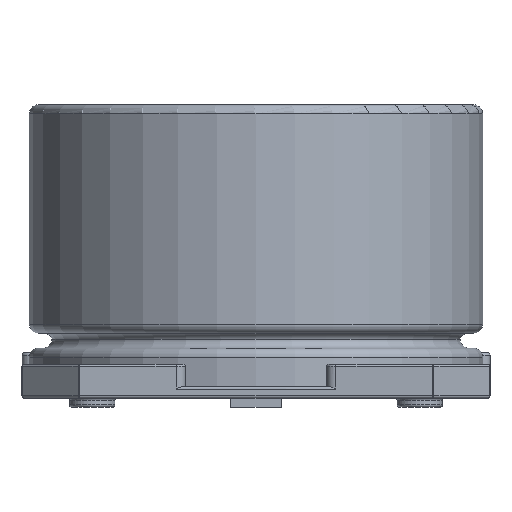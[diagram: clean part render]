
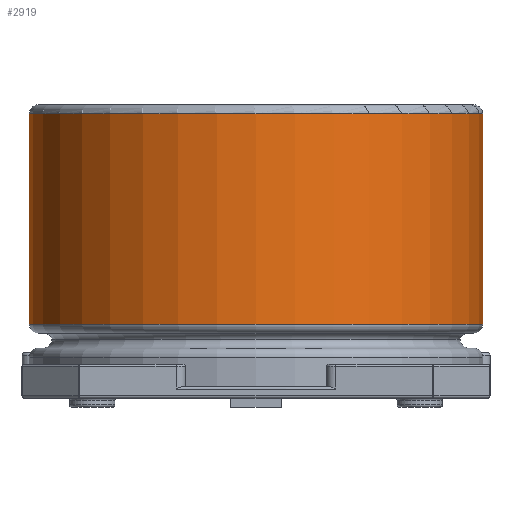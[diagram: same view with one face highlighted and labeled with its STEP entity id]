
A CAD part, left-side view. The second image highlights one B-rep face of the part: STEP entity #2919.
In plain terms, the highlighted cylindrical face has radius 3.15 mm (diameter 6.3 mm), a full revolution.
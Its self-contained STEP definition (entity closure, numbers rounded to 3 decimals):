
#297=CYLINDRICAL_SURFACE('',#3182,3.15);
#412=FACE_OUTER_BOUND('',#548,.T.);
#548=EDGE_LOOP('',(#2673,#2674,#2675,#2676,#2677,#2678));
#694=LINE('',#5558,#830);
#830=VECTOR('',#3810,3.15);
#962=CIRCLE('',#3180,3.15);
#963=CIRCLE('',#3181,3.15);
#964=CIRCLE('',#3183,3.15);
#965=CIRCLE('',#3184,3.15);
#1329=VERTEX_POINT('',#5551);
#1330=VERTEX_POINT('',#5553);
#1331=VERTEX_POINT('',#5557);
#1332=VERTEX_POINT('',#5559);
#1785=EDGE_CURVE('',#1329,#1330,#962,.T.);
#1786=EDGE_CURVE('',#1330,#1329,#963,.T.);
#1787=EDGE_CURVE('',#1330,#1331,#694,.T.);
#1788=EDGE_CURVE('',#1332,#1331,#964,.T.);
#1789=EDGE_CURVE('',#1331,#1332,#965,.T.);
#2673=ORIENTED_EDGE('',*,*,#1786,.F.);
#2674=ORIENTED_EDGE('',*,*,#1787,.T.);
#2675=ORIENTED_EDGE('',*,*,#1788,.F.);
#2676=ORIENTED_EDGE('',*,*,#1789,.F.);
#2677=ORIENTED_EDGE('',*,*,#1787,.F.);
#2678=ORIENTED_EDGE('',*,*,#1785,.F.);
#2919=ADVANCED_FACE('',(#412),#297,.T.);
#3180=AXIS2_PLACEMENT_3D('',#5554,#3804,#3805);
#3181=AXIS2_PLACEMENT_3D('',#5555,#3806,#3807);
#3182=AXIS2_PLACEMENT_3D('',#5556,#3808,#3809);
#3183=AXIS2_PLACEMENT_3D('',#5560,#3811,#3812);
#3184=AXIS2_PLACEMENT_3D('',#5561,#3813,#3814);
#3804=DIRECTION('center_axis',(0.,0.,1.));
#3805=DIRECTION('ref_axis',(0.,1.,0.));
#3806=DIRECTION('center_axis',(0.,0.,1.));
#3807=DIRECTION('ref_axis',(0.,1.,0.));
#3808=DIRECTION('center_axis',(0.,0.,1.));
#3809=DIRECTION('ref_axis',(0.,1.,0.));
#3810=DIRECTION('',(0.,0.,-1.));
#3811=DIRECTION('center_axis',(0.,0.,-1.));
#3812=DIRECTION('ref_axis',(0.,-1.,0.));
#3813=DIRECTION('center_axis',(0.,0.,-1.));
#3814=DIRECTION('ref_axis',(0.,-1.,0.));
#5551=CARTESIAN_POINT('',(0.,3.15,4.074));
#5553=CARTESIAN_POINT('',(0.,-3.15,4.074));
#5554=CARTESIAN_POINT('Origin',(0.,0.,4.074));
#5555=CARTESIAN_POINT('Origin',(0.,0.,4.074));
#5556=CARTESIAN_POINT('Origin',(0.,0.,0.284));
#5557=CARTESIAN_POINT('',(0.,-3.15,1.155));
#5558=CARTESIAN_POINT('',(0.,-3.15,0.284));
#5559=CARTESIAN_POINT('',(0.,3.15,1.155));
#5560=CARTESIAN_POINT('Origin',(0.,0.,1.155));
#5561=CARTESIAN_POINT('Origin',(0.,0.,1.155));
